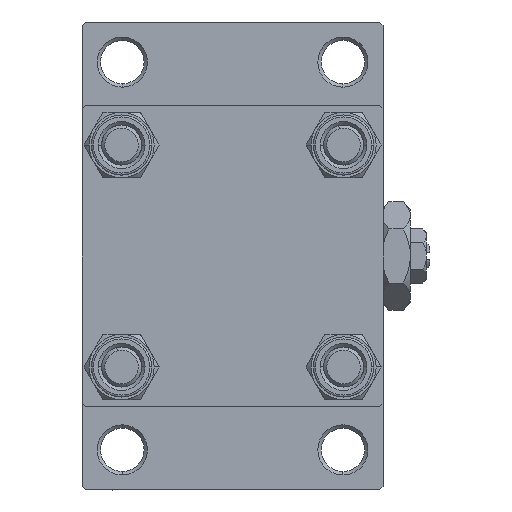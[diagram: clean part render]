
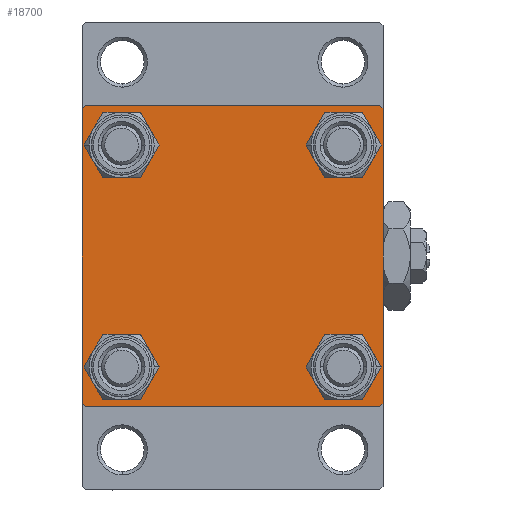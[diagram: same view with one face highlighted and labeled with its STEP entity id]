
A CAD part, left-side view. The second image highlights one B-rep face of the part: STEP entity #18700.
In plain terms, the highlighted planar face has unit normal (-1, 0, 0).
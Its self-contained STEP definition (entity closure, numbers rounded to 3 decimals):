
#366 = EDGE_CURVE ( 'NONE', #38688, #43462, #46867, .T. ) ;
#606 = ORIENTED_EDGE ( 'NONE', *, *, #9875, .T. ) ;
#816 = EDGE_CURVE ( 'NONE', #34844, #18561, #9236, .T. ) ;
#1011 = CIRCLE ( 'NONE', #10567, 3.5 ) ;
#1450 = DIRECTION ( 'NONE',  ( 1., 0., 0. ) ) ;
#1835 = VERTEX_POINT ( 'NONE', #9945 ) ;
#1870 = EDGE_CURVE ( 'NONE', #2578, #5958, #28170, .T. ) ;
#2084 = VERTEX_POINT ( 'NONE', #36747 ) ;
#2380 = EDGE_LOOP ( 'NONE', ( #4595, #15104 ) ) ;
#2578 = VERTEX_POINT ( 'NONE', #49104 ) ;
#3160 = DIRECTION ( 'NONE',  ( 0., 0., 1. ) ) ;
#3408 = FACE_OUTER_BOUND ( 'NONE', #43157, .T. ) ;
#3629 = AXIS2_PLACEMENT_3D ( 'NONE', #8313, #11799, #35498 ) ;
#4571 = CARTESIAN_POINT ( 'NONE',  ( 0., -22.25, -22.25 ) ) ;
#4595 = ORIENTED_EDGE ( 'NONE', *, *, #20862, .T. ) ;
#4664 = ORIENTED_EDGE ( 'NONE', *, *, #12618, .T. ) ;
#5093 = EDGE_CURVE ( 'NONE', #22272, #43462, #20505, .T. ) ;
#5222 = VERTEX_POINT ( 'NONE', #29689 ) ;
#5711 = DIRECTION ( 'NONE',  ( 1., 0., 0. ) ) ;
#5738 = ORIENTED_EDGE ( 'NONE', *, *, #44579, .T. ) ;
#5958 = VERTEX_POINT ( 'NONE', #18477 ) ;
#6026 = CARTESIAN_POINT ( 'NONE',  ( 0., -16.6, -16.6 ) ) ;
#6148 = AXIS2_PLACEMENT_3D ( 'NONE', #39627, #5711, #47086 ) ;
#6301 = VECTOR ( 'NONE', #7346, 1000. ) ;
#6530 = CARTESIAN_POINT ( 'NONE',  ( 0., -22.5, 22.5 ) ) ;
#7087 = AXIS2_PLACEMENT_3D ( 'NONE', #23663, #16183, #46576 ) ;
#7346 = DIRECTION ( 'NONE',  ( 0., -0.707, -0.707 ) ) ;
#8025 = AXIS2_PLACEMENT_3D ( 'NONE', #22900, #15177, #26892 ) ;
#8313 = CARTESIAN_POINT ( 'NONE',  ( 0., -16.6, 16.6 ) ) ;
#8322 = CARTESIAN_POINT ( 'NONE',  ( 0., 22., 22.5 ) ) ;
#8389 = CARTESIAN_POINT ( 'NONE',  ( 0., 16.6, 13.1 ) ) ;
#8555 = VECTOR ( 'NONE', #43664, 1000. ) ;
#8659 = EDGE_CURVE ( 'NONE', #1835, #28411, #19697, .T. ) ;
#8685 = CARTESIAN_POINT ( 'NONE',  ( 0., 16.6, -16.6 ) ) ;
#9236 = CIRCLE ( 'NONE', #3629, 3.5 ) ;
#9875 = EDGE_CURVE ( 'NONE', #19858, #25994, #46834, .T. ) ;
#9945 = CARTESIAN_POINT ( 'NONE',  ( 0., 16.6, -20.1 ) ) ;
#10094 = EDGE_CURVE ( 'NONE', #38688, #5222, #28084, .T. ) ;
#10161 = DIRECTION ( 'NONE',  ( 0., -1., 0. ) ) ;
#10351 = EDGE_LOOP ( 'NONE', ( #28762, #606 ) ) ;
#10567 = AXIS2_PLACEMENT_3D ( 'NONE', #6026, #21246, #21011 ) ;
#11799 = DIRECTION ( 'NONE',  ( 1., 0., 0. ) ) ;
#11939 = CIRCLE ( 'NONE', #23083, 3.5 ) ;
#11947 = CARTESIAN_POINT ( 'NONE',  ( 0., 16.6, -13.1 ) ) ;
#12618 = EDGE_CURVE ( 'NONE', #25266, #39144, #25387, .T. ) ;
#12667 = CARTESIAN_POINT ( 'NONE',  ( 0., -16.6, -16.6 ) ) ;
#13522 = CIRCLE ( 'NONE', #44591, 3.5 ) ;
#14271 = ORIENTED_EDGE ( 'NONE', *, *, #31257, .T. ) ;
#14849 = CARTESIAN_POINT ( 'NONE',  ( 0., 22., -22.5 ) ) ;
#14881 = FACE_BOUND ( 'NONE', #2380, .T. ) ;
#14963 = VECTOR ( 'NONE', #10161, 1000. ) ;
#15104 = ORIENTED_EDGE ( 'NONE', *, *, #8659, .T. ) ;
#15177 = DIRECTION ( 'NONE',  ( 1., 0., 0. ) ) ;
#15386 = VECTOR ( 'NONE', #19292, 1000. ) ;
#15440 = ORIENTED_EDGE ( 'NONE', *, *, #39877, .T. ) ;
#16033 = EDGE_CURVE ( 'NONE', #5958, #25266, #48714, .T. ) ;
#16095 = ORIENTED_EDGE ( 'NONE', *, *, #366, .T. ) ;
#16183 = DIRECTION ( 'NONE',  ( 1., 0., 0. ) ) ;
#16658 = DIRECTION ( 'NONE',  ( 0., 0., 1. ) ) ;
#17129 = CARTESIAN_POINT ( 'NONE',  ( 0., -16.6, -13.1 ) ) ;
#17175 = EDGE_CURVE ( 'NONE', #36731, #2084, #11939, .T. ) ;
#17528 = CARTESIAN_POINT ( 'NONE',  ( 0., -16.6, -20.1 ) ) ;
#18477 = CARTESIAN_POINT ( 'NONE',  ( 0., 22.5, -22. ) ) ;
#18561 = VERTEX_POINT ( 'NONE', #44071 ) ;
#18700 = ADVANCED_FACE ( 'NONE', ( #37573, #41059, #14881, #48281, #3408 ), #25627, .T. ) ;
#19292 = DIRECTION ( 'NONE',  ( 0., -0.707, 0.707 ) ) ;
#19697 = CIRCLE ( 'NONE', #6148, 3.5 ) ;
#19772 = CARTESIAN_POINT ( 'NONE',  ( 0., -16.6, 13.1 ) ) ;
#19858 = VERTEX_POINT ( 'NONE', #17528 ) ;
#20505 = LINE ( 'NONE', #23750, #8555 ) ;
#20592 = AXIS2_PLACEMENT_3D ( 'NONE', #12667, #24636, #35870 ) ;
#20862 = EDGE_CURVE ( 'NONE', #28411, #1835, #13522, .T. ) ;
#21011 = DIRECTION ( 'NONE',  ( 0., 0., 1. ) ) ;
#21246 = DIRECTION ( 'NONE',  ( 1., 0., 0. ) ) ;
#21887 = CARTESIAN_POINT ( 'NONE',  ( 0., 22.5, -22.5 ) ) ;
#22121 = CARTESIAN_POINT ( 'NONE',  ( 0., 0., 0. ) ) ;
#22219 = LINE ( 'NONE', #40919, #36430 ) ;
#22272 = VERTEX_POINT ( 'NONE', #8322 ) ;
#22806 = CARTESIAN_POINT ( 'NONE',  ( 0., 22.25, -22.25 ) ) ;
#22900 = CARTESIAN_POINT ( 'NONE',  ( 0., 16.6, 16.6 ) ) ;
#22912 = CARTESIAN_POINT ( 'NONE',  ( 0., -22., -22.5 ) ) ;
#23083 = AXIS2_PLACEMENT_3D ( 'NONE', #43237, #24055, #31536 ) ;
#23663 = CARTESIAN_POINT ( 'NONE',  ( 0., -16.6, 16.6 ) ) ;
#23750 = CARTESIAN_POINT ( 'NONE',  ( 0., 22.5, 22.5 ) ) ;
#23846 = DIRECTION ( 'NONE',  ( 0., 0., -1. ) ) ;
#24055 = DIRECTION ( 'NONE',  ( 1., 0., 0. ) ) ;
#24636 = DIRECTION ( 'NONE',  ( 1., 0., 0. ) ) ;
#25159 = DIRECTION ( 'NONE',  ( 0., 0., -1. ) ) ;
#25266 = VERTEX_POINT ( 'NONE', #14849 ) ;
#25387 = LINE ( 'NONE', #21887, #14963 ) ;
#25627 = PLANE ( 'NONE',  #38158 ) ;
#25973 = CARTESIAN_POINT ( 'NONE',  ( 0., -22.5, 22. ) ) ;
#25994 = VERTEX_POINT ( 'NONE', #17129 ) ;
#26892 = DIRECTION ( 'NONE',  ( 0., 0., 1. ) ) ;
#27071 = EDGE_CURVE ( 'NONE', #25994, #19858, #1011, .T. ) ;
#27074 = ORIENTED_EDGE ( 'NONE', *, *, #10094, .F. ) ;
#27936 = CARTESIAN_POINT ( 'NONE',  ( 0., -22., 22.5 ) ) ;
#27956 = CARTESIAN_POINT ( 'NONE',  ( 0., -22.25, 22.25 ) ) ;
#28084 = LINE ( 'NONE', #6530, #35720 ) ;
#28170 = LINE ( 'NONE', #47330, #44272 ) ;
#28357 = VECTOR ( 'NONE', #48513, 1000. ) ;
#28411 = VERTEX_POINT ( 'NONE', #11947 ) ;
#28762 = ORIENTED_EDGE ( 'NONE', *, *, #27071, .T. ) ;
#29223 = EDGE_LOOP ( 'NONE', ( #15440, #32929 ) ) ;
#29689 = CARTESIAN_POINT ( 'NONE',  ( 0., -22.5, -22. ) ) ;
#31257 = EDGE_CURVE ( 'NONE', #39144, #5222, #41726, .T. ) ;
#31536 = DIRECTION ( 'NONE',  ( 0., 0., 1. ) ) ;
#32573 = ORIENTED_EDGE ( 'NONE', *, *, #17175, .T. ) ;
#32929 = ORIENTED_EDGE ( 'NONE', *, *, #816, .T. ) ;
#34844 = VERTEX_POINT ( 'NONE', #19772 ) ;
#35498 = DIRECTION ( 'NONE',  ( 0., 0., 1. ) ) ;
#35720 = VECTOR ( 'NONE', #23846, 1000. ) ;
#35870 = DIRECTION ( 'NONE',  ( 0., 0., 1. ) ) ;
#36430 = VECTOR ( 'NONE', #41901, 1000. ) ;
#36731 = VERTEX_POINT ( 'NONE', #8389 ) ;
#36747 = CARTESIAN_POINT ( 'NONE',  ( 0., 16.6, 20.1 ) ) ;
#37573 = FACE_BOUND ( 'NONE', #29223, .T. ) ;
#38158 = AXIS2_PLACEMENT_3D ( 'NONE', #22121, #40818, #3160 ) ;
#38586 = EDGE_CURVE ( 'NONE', #22272, #2578, #22219, .T. ) ;
#38688 = VERTEX_POINT ( 'NONE', #25973 ) ;
#39144 = VERTEX_POINT ( 'NONE', #22912 ) ;
#39627 = CARTESIAN_POINT ( 'NONE',  ( 0., 16.6, -16.6 ) ) ;
#39877 = EDGE_CURVE ( 'NONE', #18561, #34844, #42117, .T. ) ;
#39901 = EDGE_LOOP ( 'NONE', ( #5738, #32573 ) ) ;
#40739 = ORIENTED_EDGE ( 'NONE', *, *, #38586, .T. ) ;
#40818 = DIRECTION ( 'NONE',  ( -1., 0., 0. ) ) ;
#40919 = CARTESIAN_POINT ( 'NONE',  ( 0., 22.25, 22.25 ) ) ;
#41059 = FACE_BOUND ( 'NONE', #10351, .T. ) ;
#41726 = LINE ( 'NONE', #4571, #15386 ) ;
#41901 = DIRECTION ( 'NONE',  ( 0., 0.707, -0.707 ) ) ;
#42117 = CIRCLE ( 'NONE', #7087, 3.5 ) ;
#43157 = EDGE_LOOP ( 'NONE', ( #46734, #44248, #4664, #14271, #27074, #16095, #43252, #40739 ) ) ;
#43237 = CARTESIAN_POINT ( 'NONE',  ( 0., 16.6, 16.6 ) ) ;
#43252 = ORIENTED_EDGE ( 'NONE', *, *, #5093, .F. ) ;
#43462 = VERTEX_POINT ( 'NONE', #27936 ) ;
#43664 = DIRECTION ( 'NONE',  ( 0., -1., 0. ) ) ;
#43855 = CIRCLE ( 'NONE', #8025, 3.5 ) ;
#44071 = CARTESIAN_POINT ( 'NONE',  ( 0., -16.6, 20.1 ) ) ;
#44248 = ORIENTED_EDGE ( 'NONE', *, *, #16033, .T. ) ;
#44272 = VECTOR ( 'NONE', #25159, 1000. ) ;
#44579 = EDGE_CURVE ( 'NONE', #2084, #36731, #43855, .T. ) ;
#44591 = AXIS2_PLACEMENT_3D ( 'NONE', #8685, #1450, #16658 ) ;
#46576 = DIRECTION ( 'NONE',  ( 0., 0., 1. ) ) ;
#46734 = ORIENTED_EDGE ( 'NONE', *, *, #1870, .T. ) ;
#46834 = CIRCLE ( 'NONE', #20592, 3.5 ) ;
#46867 = LINE ( 'NONE', #27956, #28357 ) ;
#47086 = DIRECTION ( 'NONE',  ( 0., 0., 1. ) ) ;
#47330 = CARTESIAN_POINT ( 'NONE',  ( 0., 22.5, 22.5 ) ) ;
#48281 = FACE_BOUND ( 'NONE', #39901, .T. ) ;
#48513 = DIRECTION ( 'NONE',  ( 0., 0.707, 0.707 ) ) ;
#48714 = LINE ( 'NONE', #22806, #6301 ) ;
#49104 = CARTESIAN_POINT ( 'NONE',  ( 0., 22.5, 22. ) ) ;
